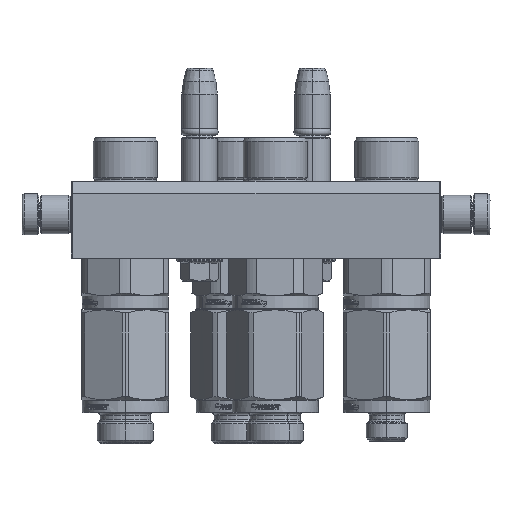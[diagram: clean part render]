
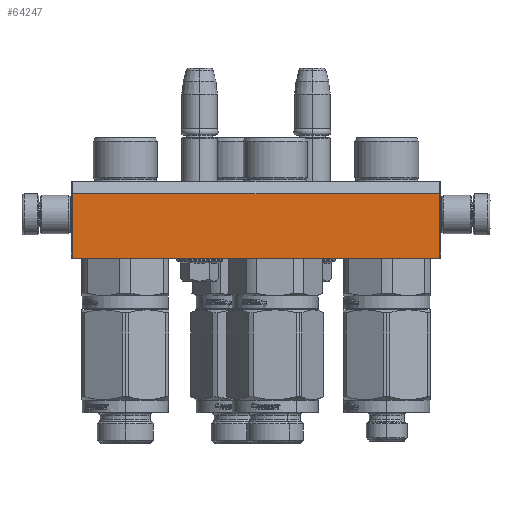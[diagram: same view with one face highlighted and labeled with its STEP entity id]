
A CAD part, left-side view. The second image highlights one B-rep face of the part: STEP entity #64247.
In plain terms, the highlighted face is planar.
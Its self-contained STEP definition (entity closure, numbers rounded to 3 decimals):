
#1365 = DIRECTION ( 'NONE',  ( 0., 1., 0. ) ) ;
#3406 = DIRECTION ( 'NONE',  ( 0., 0., -1. ) ) ;
#7039 = VERTEX_POINT ( 'NONE', #52286 ) ;
#9446 = VERTEX_POINT ( 'NONE', #25465 ) ;
#9937 = DIRECTION ( 'NONE',  ( -1., 0., 0. ) ) ;
#10639 = VECTOR ( 'NONE', #52989, 1000. ) ;
#14564 = CARTESIAN_POINT ( 'NONE',  ( 144., 0., -90. ) ) ;
#16114 = VECTOR ( 'NONE', #1365, 1000. ) ;
#17849 = FACE_OUTER_BOUND ( 'NONE', #39161, .T. ) ;
#17974 = ORIENTED_EDGE ( 'NONE', *, *, #72314, .T. ) ;
#18059 = VECTOR ( 'NONE', #9937, 1000. ) ;
#18388 = LINE ( 'NONE', #70386, #50409 ) ;
#20030 = PLANE ( 'NONE',  #72409 ) ;
#22516 = LINE ( 'NONE', #72591, #18059 ) ;
#25465 = CARTESIAN_POINT ( 'NONE',  ( 143.5, 30., -90. ) ) ;
#26200 = VERTEX_POINT ( 'NONE', #56420 ) ;
#27106 = ORIENTED_EDGE ( 'NONE', *, *, #68050, .F. ) ;
#28919 = CARTESIAN_POINT ( 'NONE',  ( 0.5, 5., -90. ) ) ;
#32156 = ORIENTED_EDGE ( 'NONE', *, *, #54551, .F. ) ;
#35581 = LINE ( 'NONE', #28919, #16114 ) ;
#35731 = CARTESIAN_POINT ( 'NONE',  ( 143.5, 5., -90. ) ) ;
#39161 = EDGE_LOOP ( 'NONE', ( #27106, #32156, #45907, #17974 ) ) ;
#41158 = CARTESIAN_POINT ( 'NONE',  ( 0.5, 30., -90. ) ) ;
#45907 = ORIENTED_EDGE ( 'NONE', *, *, #72880, .T. ) ;
#50409 = VECTOR ( 'NONE', #59242, 1000. ) ;
#52286 = CARTESIAN_POINT ( 'NONE',  ( 0.5, 5., -90. ) ) ;
#52989 = DIRECTION ( 'NONE',  ( -1., 0., 0. ) ) ;
#54215 = LINE ( 'NONE', #35731, #10639 ) ;
#54551 = EDGE_CURVE ( 'NONE', #26200, #9446, #18388, .T. ) ;
#56420 = CARTESIAN_POINT ( 'NONE',  ( 143.5, 5., -90. ) ) ;
#59242 = DIRECTION ( 'NONE',  ( 0., 1., 0. ) ) ;
#64247 = ADVANCED_FACE ( 'NONE', ( #17849 ), #20030, .T. ) ;
#64663 = VERTEX_POINT ( 'NONE', #41158 ) ;
#68050 = EDGE_CURVE ( 'NONE', #9446, #64663, #22516, .T. ) ;
#70386 = CARTESIAN_POINT ( 'NONE',  ( 143.5, 5., -90. ) ) ;
#71738 = DIRECTION ( 'NONE',  ( -1., 0., 0. ) ) ;
#72314 = EDGE_CURVE ( 'NONE', #7039, #64663, #35581, .T. ) ;
#72409 = AXIS2_PLACEMENT_3D ( 'NONE', #14564, #3406, #71738 ) ;
#72591 = CARTESIAN_POINT ( 'NONE',  ( 143.5, 30., -90. ) ) ;
#72880 = EDGE_CURVE ( 'NONE', #26200, #7039, #54215, .T. ) ;
